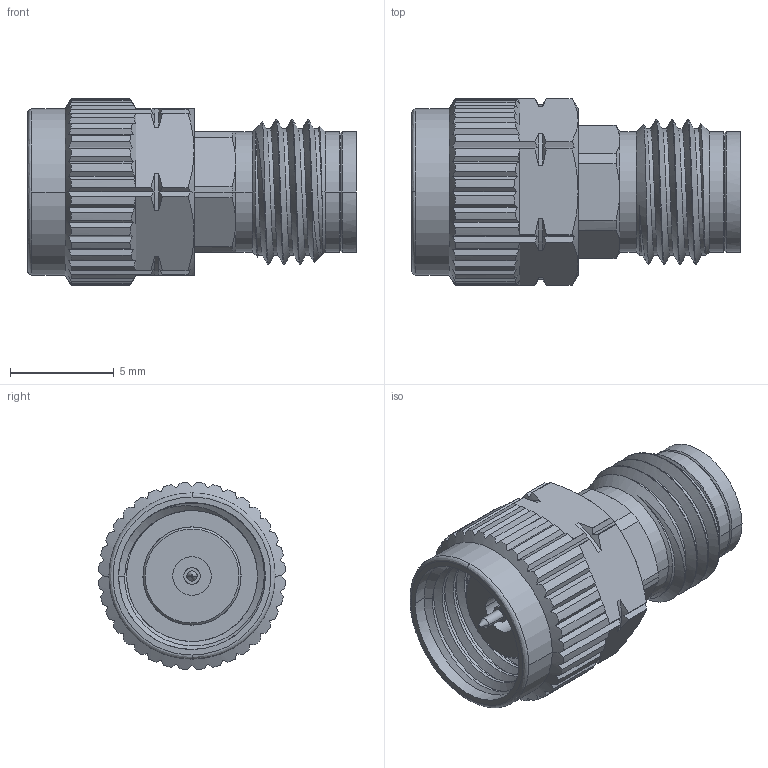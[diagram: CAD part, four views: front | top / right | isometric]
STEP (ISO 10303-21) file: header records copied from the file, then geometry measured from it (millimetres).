
FILE_DESCRIPTION (( 'STEP AP203' ), '1' );
FILE_NAME ('CB-V-050-SR1.STEP', '2021-11-09T22:48:31', ( '' ), ( '' ), 'SwSTEP 2.0', 'SolidWorks 2021', '' );
FILE_SCHEMA (( 'CONFIG_CONTROL_DESIGN' ));
Length unit declared in the file: millimetre
Products named in the file (1): CB-V-050-SR1
Bounding box: 15.8 x 8.99 x 8.99 mm (x, y, z)
Volume: 468.7 mm3; surface area: 911.8 mm2
Topology: 1 solids, 1 shells, 295 faces, 802 edges, 519 vertices
Faces by surface type: plane 129, cylinder 107, cone 51, bspline 8
Entity records: 17324 total; most frequent: CARTESIAN_POINT 10441, ORIENTED_EDGE 1600, DIRECTION 1149, EDGE_CURVE 800, VERTEX_POINT 519, AXIS2_PLACEMENT_3D 417, B_SPLINE_CURVE_WITH_KNOTS 356, VECTOR 315
